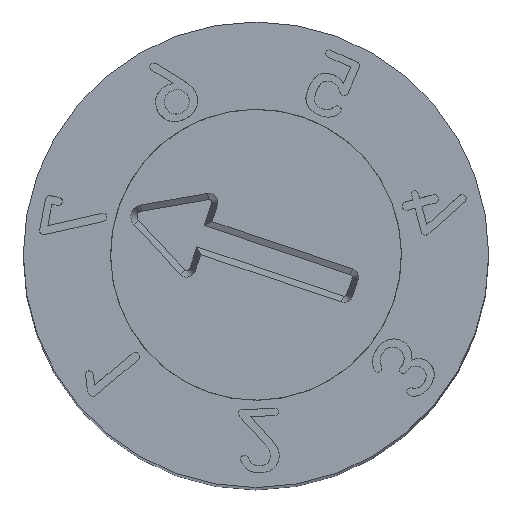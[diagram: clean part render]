
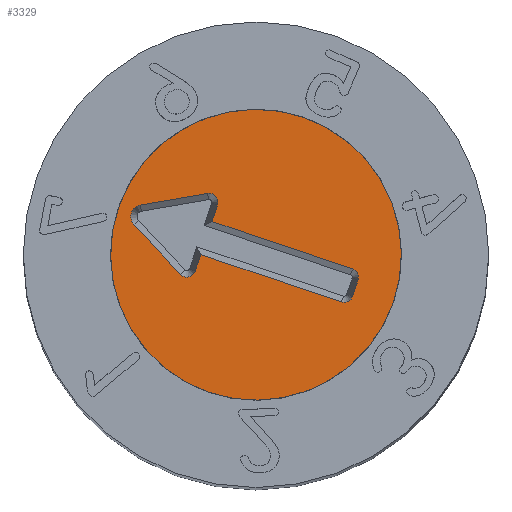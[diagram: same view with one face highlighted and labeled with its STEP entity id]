
A CAD part, top view. The second image highlights one B-rep face of the part: STEP entity #3329.
In plain terms, the highlighted planar face has unit normal (0, 0, 1).
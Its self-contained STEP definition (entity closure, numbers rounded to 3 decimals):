
#74=CIRCLE('',#3488,0.075);
#76=CIRCLE('',#3493,0.076);
#78=CIRCLE('',#3497,0.1);
#80=CIRCLE('',#3501,0.076);
#82=CIRCLE('',#3506,0.075);
#91=CIRCLE('',#3524,1.25);
#110=FACE_BOUND('',#545,.T.);
#171=PLANE('',#3525);
#350=FACE_OUTER_BOUND('',#544,.T.);
#544=EDGE_LOOP('',(#3025));
#545=EDGE_LOOP('',(#3026,#3027,#3028,#3029,#3030,#3031,#3032,#3033,#3034,
#3035,#3036,#3037));
#777=LINE('',#6221,#1033);
#780=LINE('',#6227,#1036);
#784=LINE('',#6239,#1040);
#788=LINE('',#6251,#1044);
#792=LINE('',#6263,#1048);
#795=LINE('',#6269,#1051);
#799=LINE('',#6279,#1055);
#1033=VECTOR('',#3931,10.);
#1036=VECTOR('',#3936,10.);
#1040=VECTOR('',#3948,10.);
#1044=VECTOR('',#3960,10.);
#1048=VECTOR('',#3972,10.);
#1051=VECTOR('',#3977,10.);
#1055=VECTOR('',#3989,10.);
#1547=VERTEX_POINT('',#6212);
#1548=VERTEX_POINT('',#6214);
#1550=VERTEX_POINT('',#6220);
#1552=VERTEX_POINT('',#6226);
#1554=VERTEX_POINT('',#6232);
#1556=VERTEX_POINT('',#6238);
#1558=VERTEX_POINT('',#6244);
#1560=VERTEX_POINT('',#6250);
#1562=VERTEX_POINT('',#6256);
#1564=VERTEX_POINT('',#6262);
#1566=VERTEX_POINT('',#6268);
#1568=VERTEX_POINT('',#6274);
#1576=VERTEX_POINT('',#6306);
#2018=EDGE_CURVE('',#1548,#1547,#74,.T.);
#2021=EDGE_CURVE('',#1550,#1548,#777,.T.);
#2024=EDGE_CURVE('',#1552,#1550,#780,.T.);
#2027=EDGE_CURVE('',#1554,#1552,#76,.T.);
#2030=EDGE_CURVE('',#1556,#1554,#784,.T.);
#2033=EDGE_CURVE('',#1558,#1556,#78,.T.);
#2036=EDGE_CURVE('',#1560,#1558,#788,.T.);
#2039=EDGE_CURVE('',#1562,#1560,#80,.T.);
#2042=EDGE_CURVE('',#1564,#1562,#792,.T.);
#2045=EDGE_CURVE('',#1566,#1564,#795,.T.);
#2048=EDGE_CURVE('',#1568,#1566,#82,.T.);
#2051=EDGE_CURVE('',#1547,#1568,#799,.T.);
#2063=EDGE_CURVE('',#1576,#1576,#91,.T.);
#3025=ORIENTED_EDGE('',*,*,#2063,.F.);
#3026=ORIENTED_EDGE('',*,*,#2018,.T.);
#3027=ORIENTED_EDGE('',*,*,#2051,.T.);
#3028=ORIENTED_EDGE('',*,*,#2048,.T.);
#3029=ORIENTED_EDGE('',*,*,#2045,.T.);
#3030=ORIENTED_EDGE('',*,*,#2042,.T.);
#3031=ORIENTED_EDGE('',*,*,#2039,.T.);
#3032=ORIENTED_EDGE('',*,*,#2036,.T.);
#3033=ORIENTED_EDGE('',*,*,#2033,.T.);
#3034=ORIENTED_EDGE('',*,*,#2030,.T.);
#3035=ORIENTED_EDGE('',*,*,#2027,.T.);
#3036=ORIENTED_EDGE('',*,*,#2024,.T.);
#3037=ORIENTED_EDGE('',*,*,#2021,.T.);
#3329=ADVANCED_FACE('',(#350,#110),#171,.F.);
#3488=AXIS2_PLACEMENT_3D('',#6215,#3925,#3926);
#3493=AXIS2_PLACEMENT_3D('',#6233,#3942,#3943);
#3497=AXIS2_PLACEMENT_3D('',#6245,#3954,#3955);
#3501=AXIS2_PLACEMENT_3D('',#6257,#3966,#3967);
#3506=AXIS2_PLACEMENT_3D('',#6275,#3983,#3984);
#3524=AXIS2_PLACEMENT_3D('',#6307,#4025,#4026);
#3525=AXIS2_PLACEMENT_3D('',#6309,#4028,#4029);
#3925=DIRECTION('center_axis',(0.,0.,-1.));
#3926=DIRECTION('ref_axis',(0.,-1.,0.));
#3931=DIRECTION('',(0.,1.,0.));
#3936=DIRECTION('',(1.,0.,0.));
#3942=DIRECTION('center_axis',(0.,0.,-1.));
#3943=DIRECTION('ref_axis',(0.,-1.,0.));
#3948=DIRECTION('',(-0.476,0.88,0.));
#3954=DIRECTION('center_axis',(0.,0.,-1.));
#3955=DIRECTION('ref_axis',(0.88,0.476,0.));
#3960=DIRECTION('',(-0.476,-0.88,0.));
#3966=DIRECTION('center_axis',(0.,0.,-1.));
#3967=DIRECTION('ref_axis',(-0.88,0.476,0.));
#3972=DIRECTION('',(1.,0.,0.));
#3977=DIRECTION('',(0.,-1.,0.));
#3983=DIRECTION('center_axis',(0.,0.,-1.));
#3984=DIRECTION('ref_axis',(-1.,0.,0.));
#3989=DIRECTION('',(1.,0.,0.));
#4025=DIRECTION('center_axis',(0.,0.,-1.));
#4026=DIRECTION('ref_axis',(-1.,0.,0.));
#4028=DIRECTION('center_axis',(0.,0.,-1.));
#4029=DIRECTION('ref_axis',(-1.,0.,0.));
#6212=CARTESIAN_POINT('',(-0.075,0.9,2.3));
#6214=CARTESIAN_POINT('',(-0.15,0.825,2.3));
#6215=CARTESIAN_POINT('Origin',(-0.075,0.825,2.3));
#6220=CARTESIAN_POINT('',(-0.15,-0.45,2.3));
#6221=CARTESIAN_POINT('',(-0.15,0.413,2.3));
#6226=CARTESIAN_POINT('',(-0.3,-0.45,2.3));
#6227=CARTESIAN_POINT('',(-0.075,-0.45,2.3));
#6232=CARTESIAN_POINT('',(-0.367,-0.562,2.3));
#6233=CARTESIAN_POINT('Origin',(-0.3,-0.526,2.3));
#6238=CARTESIAN_POINT('',(-0.088,-1.077,2.3));
#6239=CARTESIAN_POINT('',(-0.443,-0.421,2.3));
#6244=CARTESIAN_POINT('',(0.088,-1.077,2.3));
#6245=CARTESIAN_POINT('Origin',(0.,-1.03,
2.3));
#6250=CARTESIAN_POINT('',(0.367,-0.562,2.3));
#6251=CARTESIAN_POINT('',(0.303,-0.679,2.3));
#6256=CARTESIAN_POINT('',(0.3,-0.45,2.3));
#6257=CARTESIAN_POINT('Origin',(0.3,-0.526,2.3));
#6262=CARTESIAN_POINT('',(0.15,-0.45,2.3));
#6263=CARTESIAN_POINT('',(0.15,-0.45,2.3));
#6268=CARTESIAN_POINT('',(0.15,0.825,2.3));
#6269=CARTESIAN_POINT('',(0.15,-0.225,2.3));
#6274=CARTESIAN_POINT('',(0.075,0.9,2.3));
#6275=CARTESIAN_POINT('Origin',(0.075,0.825,2.3));
#6279=CARTESIAN_POINT('',(0.,0.9,2.3));
#6306=CARTESIAN_POINT('',(1.25,0.,2.3));
#6307=CARTESIAN_POINT('Origin',(0.,0.,2.3));
#6309=CARTESIAN_POINT('Origin',(0.,0.,2.3));
